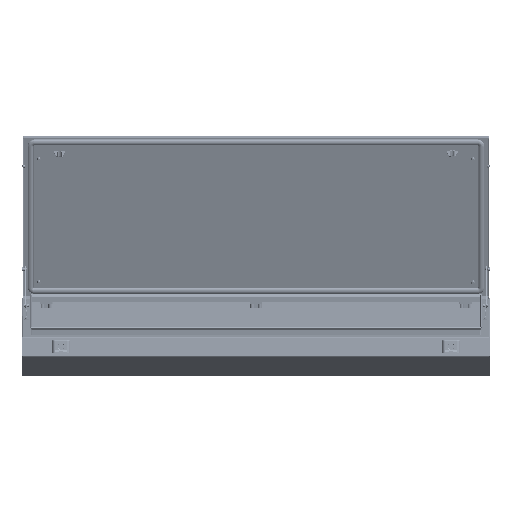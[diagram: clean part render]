
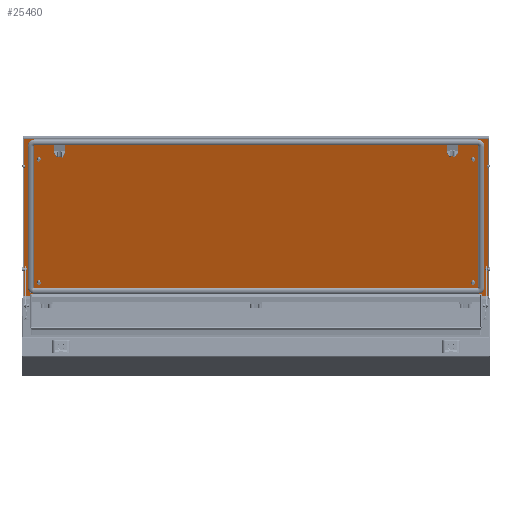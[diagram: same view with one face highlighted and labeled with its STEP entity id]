
A CAD part, front view. The second image highlights one B-rep face of the part: STEP entity #25460.
In plain terms, the highlighted face is planar.
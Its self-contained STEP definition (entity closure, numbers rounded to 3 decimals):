
#21601 = AXIS2_PLACEMENT_3D ( 'NONE', #87210, #87215, #87216 ) ;
#25460 = ADVANCED_FACE ( 'NONE', ( #102325 ), #87211, .T. ) ;
#31647 = CARTESIAN_POINT ( 'NONE',  ( -218.5, 595.5, 2. ) ) ;
#31651 = CARTESIAN_POINT ( 'NONE',  ( 218.5, -595.5, 2. ) ) ;
#31658 = CARTESIAN_POINT ( 'NONE',  ( 218.5, 595.5, 2. ) ) ;
#31662 = CARTESIAN_POINT ( 'NONE',  ( -218.5, -595.5, 2. ) ) ;
#42640 = EDGE_CURVE ( 'NONE', #149945, #149931, #104459, .T. ) ;
#42642 = EDGE_CURVE ( 'NONE', #149931, #149939, #104469, .T. ) ;
#42644 = EDGE_CURVE ( 'NONE', #149939, #149943, #104477, .T. ) ;
#42647 = EDGE_CURVE ( 'NONE', #149943, #149945, #104485, .T. ) ;
#87210 = CARTESIAN_POINT ( 'NONE',  ( -219.5, -596.5, 2. ) ) ;
#87211 = PLANE ( 'NONE',  #21601 ) ;
#87215 = DIRECTION ( 'NONE',  ( 0., 0., 1. ) ) ;
#87216 = DIRECTION ( 'NONE',  ( 1., 0., 0. ) ) ;
#99799 = CARTESIAN_POINT ( 'NONE',  ( -218.5, -595.5, 2. ) ) ;
#99802 = DIRECTION ( 'NONE',  ( 0., 1., 0. ) ) ;
#99804 = CARTESIAN_POINT ( 'NONE',  ( -219.5, 595.5, 2. ) ) ;
#99807 = DIRECTION ( 'NONE',  ( 1., 0., 0. ) ) ;
#99809 = CARTESIAN_POINT ( 'NONE',  ( 218.5, 595.5, 2. ) ) ;
#99812 = DIRECTION ( 'NONE',  ( 0., -1., 0. ) ) ;
#99814 = CARTESIAN_POINT ( 'NONE',  ( 219.5, -595.5, 2. ) ) ;
#99817 = DIRECTION ( 'NONE',  ( -1., 0., 0. ) ) ;
#102325 = FACE_OUTER_BOUND ( 'NONE', #141337, .T. ) ;
#104459 = LINE ( 'NONE', #99799, #104473 ) ;
#104469 = LINE ( 'NONE', #99804, #104481 ) ;
#104473 = VECTOR ( 'NONE', #99802, 1000. ) ;
#104477 = LINE ( 'NONE', #99809, #104491 ) ;
#104481 = VECTOR ( 'NONE', #99807, 1000. ) ;
#104485 = LINE ( 'NONE', #99814, #104499 ) ;
#104491 = VECTOR ( 'NONE', #99812, 1000. ) ;
#104499 = VECTOR ( 'NONE', #99817, 1000. ) ;
#141337 = EDGE_LOOP ( 'NONE', ( #145690, #145689, #145688, #145687 ) ) ;
#145687 = ORIENTED_EDGE ( 'NONE', *, *, #42640, .F. ) ;
#145688 = ORIENTED_EDGE ( 'NONE', *, *, #42642, .F. ) ;
#145689 = ORIENTED_EDGE ( 'NONE', *, *, #42644, .F. ) ;
#145690 = ORIENTED_EDGE ( 'NONE', *, *, #42647, .F. ) ;
#149931 = VERTEX_POINT ( 'NONE', #31647 ) ;
#149939 = VERTEX_POINT ( 'NONE', #31658 ) ;
#149943 = VERTEX_POINT ( 'NONE', #31651 ) ;
#149945 = VERTEX_POINT ( 'NONE', #31662 ) ;
